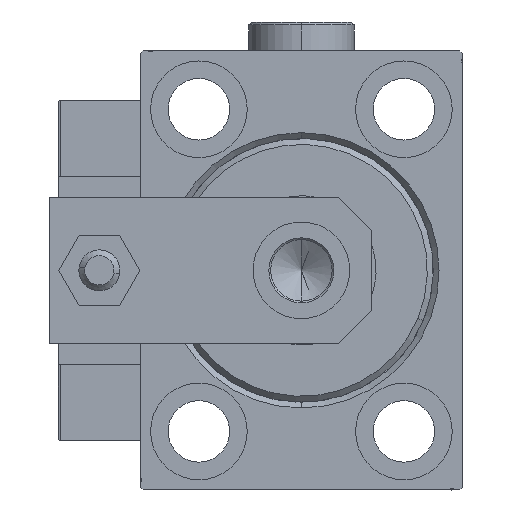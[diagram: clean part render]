
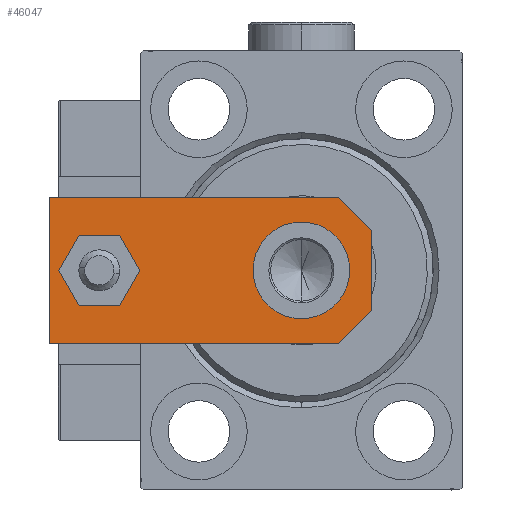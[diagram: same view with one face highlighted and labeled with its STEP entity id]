
A CAD part, left-side view. The second image highlights one B-rep face of the part: STEP entity #46047.
In plain terms, the highlighted face is planar.
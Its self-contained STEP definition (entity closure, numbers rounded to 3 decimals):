
#326 = CARTESIAN_POINT ( 'NONE',  ( 3.42, -3.42, 6. ) ) ;
#404 = DIRECTION ( 'NONE',  ( 1., 0., 0. ) ) ;
#659 = CARTESIAN_POINT ( 'NONE',  ( 0., 46.5, 6. ) ) ;
#1172 = EDGE_CURVE ( 'NONE', #44723, #51325, #15625, .T. ) ;
#2206 = CARTESIAN_POINT ( 'NONE',  ( -3.42, -3.42, 6. ) ) ;
#2329 = CARTESIAN_POINT ( 'NONE',  ( 0., 0., 6. ) ) ;
#2429 = EDGE_LOOP ( 'NONE', ( #12822, #16716 ) ) ;
#4436 = ORIENTED_EDGE ( 'NONE', *, *, #43278, .T. ) ;
#4721 = VERTEX_POINT ( 'NONE', #19820 ) ;
#5233 = DIRECTION ( 'NONE',  ( 0., 0., 1. ) ) ;
#5306 = AXIS2_PLACEMENT_3D ( 'NONE', #34118, #26309, #42218 ) ;
#5782 = ORIENTED_EDGE ( 'NONE', *, *, #15701, .T. ) ;
#5961 = VERTEX_POINT ( 'NONE', #22325 ) ;
#6501 = FACE_BOUND ( 'NONE', #2429, .T. ) ;
#6863 = LINE ( 'NONE', #42337, #44358 ) ;
#7200 = CARTESIAN_POINT ( 'NONE',  ( 12.5, 5.66, 6. ) ) ;
#7408 = EDGE_CURVE ( 'NONE', #25142, #20777, #31970, .T. ) ;
#8250 = CARTESIAN_POINT ( 'NONE',  ( -12.5, 0., 6. ) ) ;
#9940 = CARTESIAN_POINT ( 'NONE',  ( -12.5, 5.66, 6. ) ) ;
#11561 = EDGE_CURVE ( 'NONE', #26134, #31254, #44965, .T. ) ;
#12558 = VECTOR ( 'NONE', #43388, 1000. ) ;
#12597 = CARTESIAN_POINT ( 'NONE',  ( 0., 12., 6. ) ) ;
#12822 = ORIENTED_EDGE ( 'NONE', *, *, #1172, .F. ) ;
#13685 = LINE ( 'NONE', #2206, #17782 ) ;
#13747 = EDGE_LOOP ( 'NONE', ( #31964, #14709 ) ) ;
#14449 = LINE ( 'NONE', #46239, #12558 ) ;
#14709 = ORIENTED_EDGE ( 'NONE', *, *, #29275, .F. ) ;
#15047 = ORIENTED_EDGE ( 'NONE', *, *, #7408, .T. ) ;
#15214 = CARTESIAN_POINT ( 'NONE',  ( 12.5, 55., 6. ) ) ;
#15308 = CIRCLE ( 'NONE', #5306, 4. ) ;
#15625 = CIRCLE ( 'NONE', #50445, 8.25 ) ;
#15701 = EDGE_CURVE ( 'NONE', #16712, #5961, #14449, .T. ) ;
#15939 = EDGE_CURVE ( 'NONE', #51325, #44723, #47500, .T. ) ;
#16067 = DIRECTION ( 'NONE',  ( 0., 0., 1. ) ) ;
#16712 = VERTEX_POINT ( 'NONE', #7200 ) ;
#16716 = ORIENTED_EDGE ( 'NONE', *, *, #15939, .F. ) ;
#16765 = DIRECTION ( 'NONE',  ( 0., 0., 1. ) ) ;
#17325 = VECTOR ( 'NONE', #32622, 1000. ) ;
#17738 = DIRECTION ( 'NONE',  ( 1., 0., 0. ) ) ;
#17782 = VECTOR ( 'NONE', #45237, 1000. ) ;
#18097 = EDGE_CURVE ( 'NONE', #4721, #19353, #6863, .T. ) ;
#18235 = DIRECTION ( 'NONE',  ( 0., 0., 1. ) ) ;
#18719 = ORIENTED_EDGE ( 'NONE', *, *, #18097, .T. ) ;
#19353 = VERTEX_POINT ( 'NONE', #9940 ) ;
#19592 = CARTESIAN_POINT ( 'NONE',  ( -8.25, 12., 6. ) ) ;
#19820 = CARTESIAN_POINT ( 'NONE',  ( -12.5, 55., 6. ) ) ;
#20777 = VERTEX_POINT ( 'NONE', #45856 ) ;
#22325 = CARTESIAN_POINT ( 'NONE',  ( 12.5, 55., 6. ) ) ;
#22895 = CARTESIAN_POINT ( 'NONE',  ( 8.25, 12., 6. ) ) ;
#25026 = AXIS2_PLACEMENT_3D ( 'NONE', #12597, #16765, #43893 ) ;
#25142 = VERTEX_POINT ( 'NONE', #26254 ) ;
#25805 = PLANE ( 'NONE',  #29635 ) ;
#26134 = VERTEX_POINT ( 'NONE', #28810 ) ;
#26217 = EDGE_CURVE ( 'NONE', #19353, #25142, #13685, .T. ) ;
#26254 = CARTESIAN_POINT ( 'NONE',  ( -6.84, 0., 6. ) ) ;
#26309 = DIRECTION ( 'NONE',  ( 0., 0., 1. ) ) ;
#28706 = LINE ( 'NONE', #326, #17325 ) ;
#28810 = CARTESIAN_POINT ( 'NONE',  ( -4., 46.5, 6. ) ) ;
#29024 = VECTOR ( 'NONE', #44233, 1000. ) ;
#29275 = EDGE_CURVE ( 'NONE', #31254, #26134, #15308, .T. ) ;
#29448 = CARTESIAN_POINT ( 'NONE',  ( 0., 12., 6. ) ) ;
#29635 = AXIS2_PLACEMENT_3D ( 'NONE', #2329, #18235, #41714 ) ;
#30311 = DIRECTION ( 'NONE',  ( 0., -1., 0. ) ) ;
#31254 = VERTEX_POINT ( 'NONE', #50767 ) ;
#31964 = ORIENTED_EDGE ( 'NONE', *, *, #11561, .F. ) ;
#31970 = LINE ( 'NONE', #8250, #29024 ) ;
#32622 = DIRECTION ( 'NONE',  ( 0.707, 0.707, 0. ) ) ;
#34118 = CARTESIAN_POINT ( 'NONE',  ( 0., 46.5, 6. ) ) ;
#36865 = EDGE_LOOP ( 'NONE', ( #18719, #39676, #15047, #4436, #5782, #49371 ) ) ;
#38417 = LINE ( 'NONE', #15214, #40615 ) ;
#39174 = AXIS2_PLACEMENT_3D ( 'NONE', #659, #16067, #404 ) ;
#39676 = ORIENTED_EDGE ( 'NONE', *, *, #26217, .T. ) ;
#40615 = VECTOR ( 'NONE', #51162, 1000. ) ;
#41714 = DIRECTION ( 'NONE',  ( 1., 0., 0. ) ) ;
#42218 = DIRECTION ( 'NONE',  ( 1., 0., 0. ) ) ;
#42337 = CARTESIAN_POINT ( 'NONE',  ( -12.5, 55., 6. ) ) ;
#43278 = EDGE_CURVE ( 'NONE', #20777, #16712, #28706, .T. ) ;
#43388 = DIRECTION ( 'NONE',  ( 0., 1., 0. ) ) ;
#43893 = DIRECTION ( 'NONE',  ( 1., 0., 0. ) ) ;
#44233 = DIRECTION ( 'NONE',  ( 1., 0., 0. ) ) ;
#44358 = VECTOR ( 'NONE', #30311, 1000. ) ;
#44723 = VERTEX_POINT ( 'NONE', #19592 ) ;
#44965 = CIRCLE ( 'NONE', #39174, 4. ) ;
#45237 = DIRECTION ( 'NONE',  ( 0.707, -0.707, 0. ) ) ;
#45608 = FACE_OUTER_BOUND ( 'NONE', #36865, .T. ) ;
#45856 = CARTESIAN_POINT ( 'NONE',  ( 6.84, 0., 6. ) ) ;
#46047 = ADVANCED_FACE ( 'NONE', ( #49501, #45608, #6501 ), #25805, .T. ) ;
#46239 = CARTESIAN_POINT ( 'NONE',  ( 12.5, 0., 6. ) ) ;
#47500 = CIRCLE ( 'NONE', #25026, 8.25 ) ;
#48996 = EDGE_CURVE ( 'NONE', #5961, #4721, #38417, .T. ) ;
#49371 = ORIENTED_EDGE ( 'NONE', *, *, #48996, .T. ) ;
#49501 = FACE_BOUND ( 'NONE', #13747, .T. ) ;
#50445 = AXIS2_PLACEMENT_3D ( 'NONE', #29448, #5233, #17738 ) ;
#50767 = CARTESIAN_POINT ( 'NONE',  ( 4., 46.5, 6. ) ) ;
#51162 = DIRECTION ( 'NONE',  ( -1., 0., 0. ) ) ;
#51325 = VERTEX_POINT ( 'NONE', #22895 ) ;
